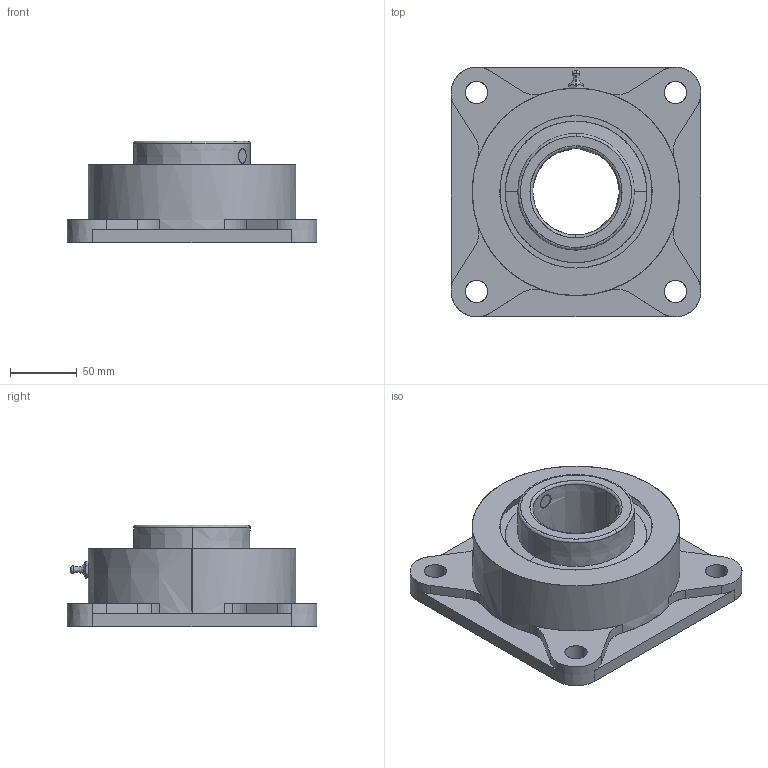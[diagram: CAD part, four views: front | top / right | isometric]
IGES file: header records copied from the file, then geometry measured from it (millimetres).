
Start section: SolidWorks IGES file using analytic representation for surfaces
Global section: file name: MSDEFAU0802444195808.igs; native system: SolidWorks 2011; preprocessor: SolidWorks 2011; author: partstream; date: 110802.044412; units: millimetre
Bounding box: 187.32 x 187.32 x 76.2 mm (x, y, z)
Surface area: 132075.4 mm2 (no closed solid volume)
Topology: 0 solids, 0 shells, 105 faces, 2282 edges, 2295 vertices
Faces by surface type: revolution 53, bspline 52
